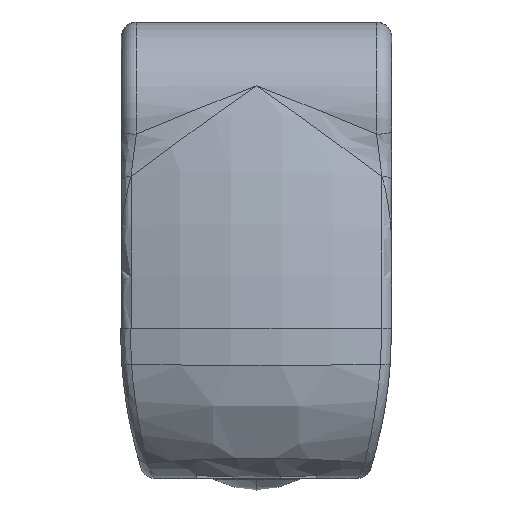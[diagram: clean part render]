
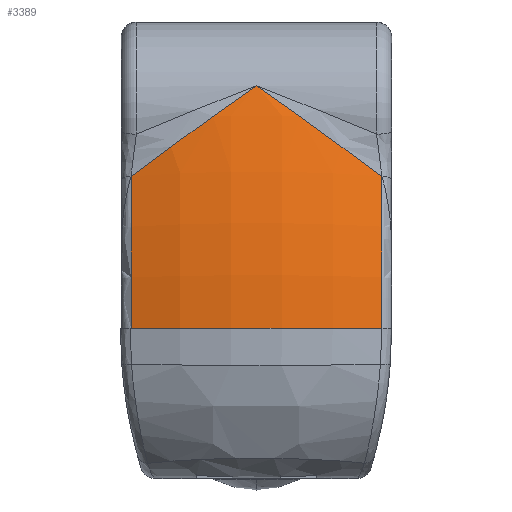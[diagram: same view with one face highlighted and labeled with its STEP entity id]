
A CAD part, front view. The second image highlights one B-rep face of the part: STEP entity #3389.
In plain terms, the highlighted toroidal (fillet/blend) face has major radius 16.805 mm and minor radius 12 mm.
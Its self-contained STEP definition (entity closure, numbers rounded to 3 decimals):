
#106=CARTESIAN_POINT('',(-4.174,28.787,-1.026));
#107=DIRECTION('',(1.,0.,0.));
#108=DIRECTION('',(0.,-0.976,0.217));
#109=AXIS2_PLACEMENT_3D('',#106,#107,#108);
#111=CARTESIAN_POINT('',(0.,12.,0.));
#112=DIRECTION('',(0.,0.,1.));
#113=DIRECTION('',(-0.348,-0.938,0.));
#114=AXIS2_PLACEMENT_3D('',#111,#112,#113);
#123=CARTESIAN_POINT('',(-4.174,1.399,5.06));
#124=CARTESIAN_POINT('',(-3.745,1.306,5.375));
#125=CARTESIAN_POINT('',(-2.862,1.181,6.029));
#126=CARTESIAN_POINT('',(-1.449,1.197,7.067));
#127=CARTESIAN_POINT('',(-0.487,1.348,7.747));
#128=CARTESIAN_POINT('',(0.,1.459,8.08));
#161=CARTESIAN_POINT('',(-4.174,1.399,5.06));
#283=CARTESIAN_POINT('',(4.174,28.787,-1.026));
#284=DIRECTION('',(-1.,0.,0.));
#285=DIRECTION('',(0.,-0.999,0.037));
#286=AXIS2_PLACEMENT_3D('',#283,#284,#285);
#790=CARTESIAN_POINT('',(4.174,1.399,5.06));
#797=CARTESIAN_POINT('',(0.,1.459,8.08));
#798=CARTESIAN_POINT('',(0.487,1.348,7.747));
#799=CARTESIAN_POINT('',(1.449,1.197,7.067));
#800=CARTESIAN_POINT('',(2.862,1.181,6.029));
#801=CARTESIAN_POINT('',(3.745,1.306,5.375));
#802=CARTESIAN_POINT('',(4.174,1.399,5.06));
#2995=VERTEX_POINT('',#161);
#3003=VERTEX_POINT('',#128);
#3011=VERTEX_POINT('',#790);
#3188=CARTESIAN_POINT('',(-4.174,0.749,0.));
#3190=VERTEX_POINT('',#3188);
#3191=CARTESIAN_POINT('',(4.174,0.749,0.));
#3192=VERTEX_POINT('',#3191);
#3374=CARTESIAN_POINT('',(0.,28.787,-1.026));
#3375=DIRECTION('',(-1.,0.,0.));
#3376=DIRECTION('',(0.,0.999,-0.036));
#3377=AXIS2_PLACEMENT_3D('',#3374,#3375,#3376);
#3378=TOROIDAL_SURFACE('',#3377,16.805,12.);
#3379=ORIENTED_EDGE('',*,*,#3363,.F.);
#3380=ORIENTED_EDGE('',*,*,#3352,.F.);
#3382=ORIENTED_EDGE('',*,*,#3381,.T.);
#3384=ORIENTED_EDGE('',*,*,#3383,.T.);
#3386=ORIENTED_EDGE('',*,*,#3385,.F.);
#3387=EDGE_LOOP('',(#3379,#3380,#3382,#3384,#3386));
#3388=FACE_OUTER_BOUND('',#3387,.F.);
#3389=ADVANCED_FACE('',(#3388),#3378,.T.);
#110=CIRCLE('',#109,28.056);
#115=CIRCLE('',#114,12.);
#129=B_SPLINE_CURVE_WITH_KNOTS('',3,(#123,#124,#125,#126,#127,#128),
.UNSPECIFIED.,.F.,.F.,(4,1,1,4),(0.,0.333,0.667,1.),
.UNSPECIFIED.);
#287=CIRCLE('',#286,28.056);
#803=B_SPLINE_CURVE_WITH_KNOTS('',3,(#797,#798,#799,#800,#801,#802),
.UNSPECIFIED.,.F.,.F.,(4,1,1,4),(0.,0.333,0.667,1.),
.UNSPECIFIED.);
#3352=EDGE_CURVE('',#2995,#3190,#110,.T.);
#3363=EDGE_CURVE('',#3190,#3192,#115,.T.);
#3381=EDGE_CURVE('',#2995,#3003,#129,.T.);
#3383=EDGE_CURVE('',#3003,#3011,#803,.T.);
#3385=EDGE_CURVE('',#3192,#3011,#287,.T.);
